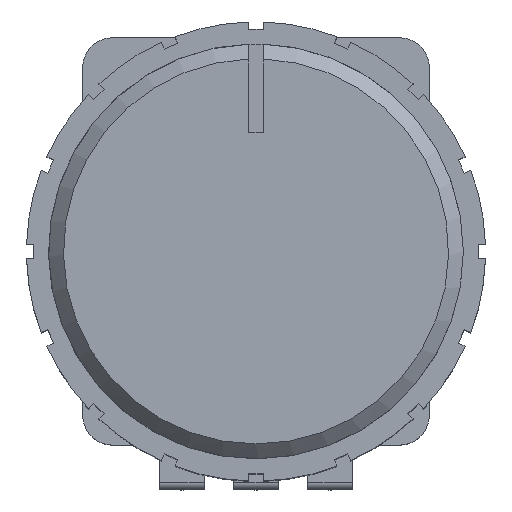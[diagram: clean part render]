
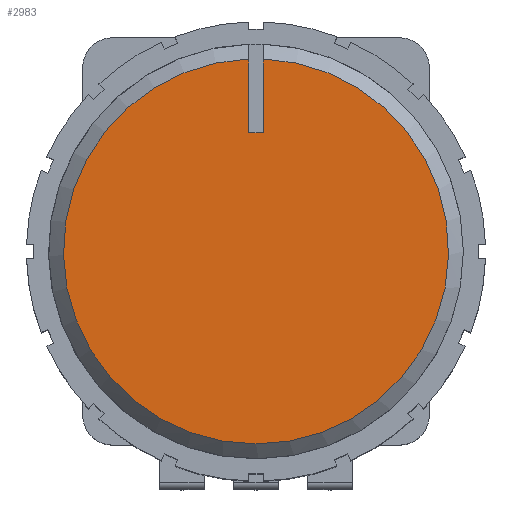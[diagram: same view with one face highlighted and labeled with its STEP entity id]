
A CAD part, top view. The second image highlights one B-rep face of the part: STEP entity #2983.
In plain terms, the highlighted planar face has unit normal (0, 0, 1).
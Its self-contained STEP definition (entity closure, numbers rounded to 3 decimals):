
#134=PLANE('',#3252);
#292=FACE_OUTER_BOUND('',#463,.T.);
#463=EDGE_LOOP('',(#2575,#2576,#2577,#2578));
#572=LINE('',#4411,#896);
#577=LINE('',#4420,#901);
#578=LINE('',#4422,#902);
#896=VECTOR('',#3566,10.);
#901=VECTOR('',#3573,10.);
#902=VECTOR('',#3576,10.);
#1196=CIRCLE('',#3140,6.5);
#1322=VERTEX_POINT('',#4395);
#1323=VERTEX_POINT('',#4397);
#1327=VERTEX_POINT('',#4410);
#1330=VERTEX_POINT('',#4418);
#1637=EDGE_CURVE('',#1322,#1323,#1196,.T.);
#1644=EDGE_CURVE('',#1327,#1323,#572,.T.);
#1649=EDGE_CURVE('',#1322,#1330,#577,.T.);
#1650=EDGE_CURVE('',#1330,#1327,#578,.T.);
#2575=ORIENTED_EDGE('',*,*,#1637,.F.);
#2576=ORIENTED_EDGE('',*,*,#1649,.T.);
#2577=ORIENTED_EDGE('',*,*,#1650,.T.);
#2578=ORIENTED_EDGE('',*,*,#1644,.T.);
#2983=ADVANCED_FACE('',(#292),#134,.T.);
#3140=AXIS2_PLACEMENT_3D('',#4398,#3550,#3551);
#3252=AXIS2_PLACEMENT_3D('',#4818,#3945,#3946);
#3550=DIRECTION('center_axis',(0.,0.,-1.));
#3551=DIRECTION('ref_axis',(-1.,0.,0.));
#3566=DIRECTION('',(0.,1.,0.));
#3573=DIRECTION('',(0.,-1.,0.));
#3576=DIRECTION('',(-1.,0.,0.));
#3945=DIRECTION('center_axis',(0.,0.,1.));
#3946=DIRECTION('ref_axis',(-1.,0.,0.));
#4395=CARTESIAN_POINT('',(0.25,6.12,28.85));
#4397=CARTESIAN_POINT('',(-0.25,6.12,28.85));
#4398=CARTESIAN_POINT('Origin',(0.,-0.375,28.85));
#4410=CARTESIAN_POINT('',(-0.25,3.625,28.85));
#4411=CARTESIAN_POINT('',(-0.25,1.625,28.85));
#4418=CARTESIAN_POINT('',(0.25,3.625,28.85));
#4420=CARTESIAN_POINT('',(0.25,3.123,28.85));
#4422=CARTESIAN_POINT('',(0.125,3.625,28.85));
#4818=CARTESIAN_POINT('Origin',(0.,-0.375,28.85));
